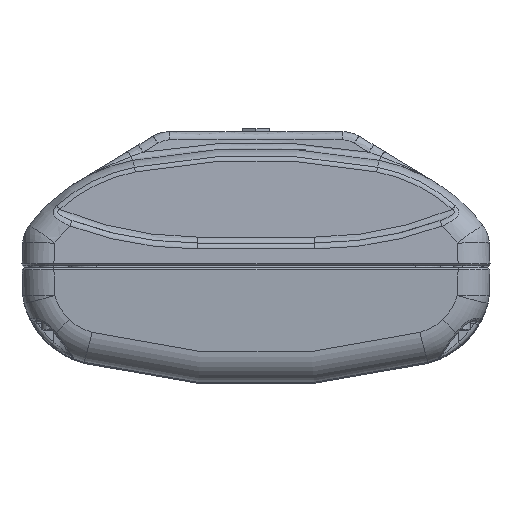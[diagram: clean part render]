
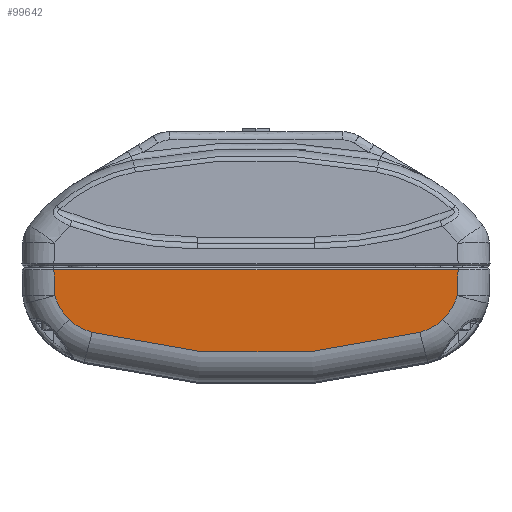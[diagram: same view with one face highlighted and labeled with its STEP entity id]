
A CAD part, top view. The second image highlights one B-rep face of the part: STEP entity #99642.
In plain terms, the highlighted face is planar.
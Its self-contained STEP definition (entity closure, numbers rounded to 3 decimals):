
#79223=DIRECTION('',(-0.035,0.999,0.035));
#79224=VECTOR('',#79223,0.475);
#79225=CARTESIAN_POINT('',(3.739,0.039,
-6.888));
#79226=LINE('',#79225,#79224);
#79227=CARTESIAN_POINT('',(2.775,0.246,
-6.881));
#79228=DIRECTION('',(0.,-0.035,0.999));
#79229=DIRECTION('',(0.962,0.272,0.009));
#79230=AXIS2_PLACEMENT_3D('',#79227,#79228,#79229);
#79232=CARTESIAN_POINT('',(2.775,0.247,
-6.881));
#79233=DIRECTION('',(0.,-0.035,0.999));
#79234=DIRECTION('',(0.692,0.722,0.025));
#79235=AXIS2_PLACEMENT_3D('',#79232,#79233,#79234);
#79237=CARTESIAN_POINT('',(0.,-10.103,
-7.243));
#79238=DIRECTION('',(0.,-0.035,0.999));
#79239=DIRECTION('',(0.259,0.965,0.034));
#79240=AXIS2_PLACEMENT_3D('',#79237,#79238,#79239);
#79242=CARTESIAN_POINT('',(-2.775,0.247,
-6.881));
#79243=DIRECTION('',(0.,-0.035,0.999));
#79244=DIRECTION('',(-0.259,0.965,0.034));
#79245=AXIS2_PLACEMENT_3D('',#79242,#79243,#79244);
#79247=CARTESIAN_POINT('',(-2.775,0.246,
-6.881));
#79248=DIRECTION('',(0.,-0.035,0.999));
#79249=DIRECTION('',(-0.691,0.722,0.025));
#79250=AXIS2_PLACEMENT_3D('',#79247,#79248,#79249);
#79252=DIRECTION('',(-0.035,-0.999,-0.035));
#79253=VECTOR('',#79252,0.475);
#79254=CARTESIAN_POINT('',(-3.723,0.514,
-6.872));
#79255=LINE('',#79254,#79253);
#79256=DIRECTION('',(-1.,0.,0.));
#79257=VECTOR('',#79256,7.478);
#79258=CARTESIAN_POINT('',(3.739,0.039,
-6.888));
#79259=LINE('',#79258,#79257);
#95435=CARTESIAN_POINT('',(-3.723,0.514,
-6.872));
#95436=VERTEX_POINT('',#95435);
#95437=CARTESIAN_POINT('',(-3.456,0.957,
-6.856));
#95438=VERTEX_POINT('',#95437);
#95447=CARTESIAN_POINT('',(-3.03,1.197,
-6.848));
#95448=VERTEX_POINT('',#95447);
#95449=CARTESIAN_POINT('',(3.739,0.039,
-6.888));
#95450=CARTESIAN_POINT('',(-3.739,0.039,
-6.888));
#95451=VERTEX_POINT('',#95449);
#95452=VERTEX_POINT('',#95450);
#95453=CARTESIAN_POINT('',(3.723,0.514,
-6.872));
#95454=VERTEX_POINT('',#95453);
#95455=CARTESIAN_POINT('',(3.456,0.957,
-6.856));
#95456=VERTEX_POINT('',#95455);
#95457=CARTESIAN_POINT('',(3.03,1.197,
-6.848));
#95458=VERTEX_POINT('',#95457);
#99621=CARTESIAN_POINT('',(-4.528,0.,-6.89));
#99622=DIRECTION('',(0.,-0.035,0.999));
#99623=DIRECTION('',(-1.,0.,0.));
#99624=AXIS2_PLACEMENT_3D('',#99621,#99622,#99623);
#99625=PLANE('',#99624);
#99627=ORIENTED_EDGE('',*,*,#99626,.F.);
#99629=ORIENTED_EDGE('',*,*,#99628,.T.);
#99631=ORIENTED_EDGE('',*,*,#99630,.T.);
#99633=ORIENTED_EDGE('',*,*,#99632,.T.);
#99635=ORIENTED_EDGE('',*,*,#99634,.T.);
#99636=ORIENTED_EDGE('',*,*,#99613,.T.);
#99637=ORIENTED_EDGE('',*,*,#99463,.T.);
#99639=ORIENTED_EDGE('',*,*,#99638,.T.);
#99640=EDGE_LOOP('',(#99627,#99629,#99631,#99633,#99635,#99636,#99637,#99639));
#99641=FACE_OUTER_BOUND('',#99640,.F.);
#99642=ADVANCED_FACE('',(#99641),#99625,.F.);
#79231=CIRCLE('',#79230,0.985);
#79236=CIRCLE('',#79235,0.984);
#79241=CIRCLE('',#79240,11.706);
#79246=CIRCLE('',#79245,0.984);
#79251=CIRCLE('',#79250,0.985);
#99463=EDGE_CURVE('',#95438,#95436,#79251,.T.);
#99613=EDGE_CURVE('',#95448,#95438,#79246,.T.);
#99626=EDGE_CURVE('',#95451,#95452,#79259,.T.);
#99628=EDGE_CURVE('',#95451,#95454,#79226,.T.);
#99630=EDGE_CURVE('',#95454,#95456,#79231,.T.);
#99632=EDGE_CURVE('',#95456,#95458,#79236,.T.);
#99634=EDGE_CURVE('',#95458,#95448,#79241,.T.);
#99638=EDGE_CURVE('',#95436,#95452,#79255,.T.);
